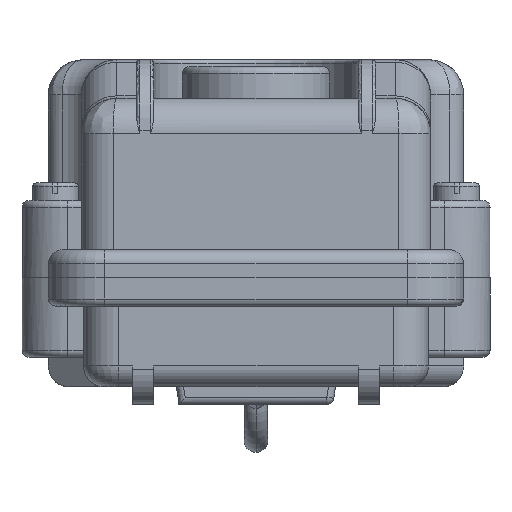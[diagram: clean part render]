
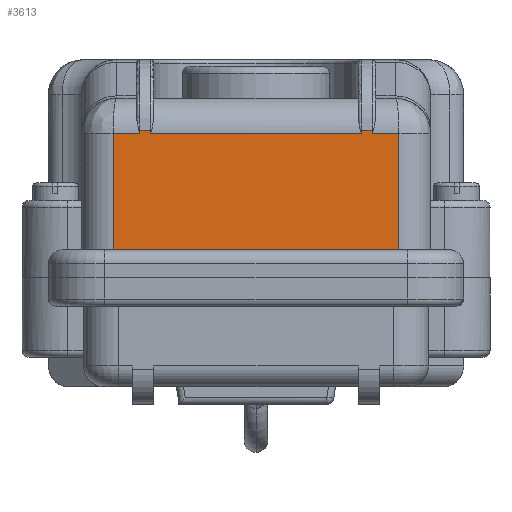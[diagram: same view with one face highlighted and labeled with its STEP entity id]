
A CAD part, front view. The second image highlights one B-rep face of the part: STEP entity #3613.
In plain terms, the highlighted planar face has unit normal (0, -1, 0).
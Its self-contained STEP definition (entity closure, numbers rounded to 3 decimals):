
#639 = DIRECTION ( 'NONE',  ( -1., 0., 0. ) ) ;
#676 = VECTOR ( 'NONE', #20010, 1000. ) ;
#681 = EDGE_CURVE ( 'NONE', #28202, #4930, #33736, .T. ) ;
#1416 = LINE ( 'NONE', #8154, #29931 ) ;
#1532 = VECTOR ( 'NONE', #22471, 1000. ) ;
#1537 = DIRECTION ( 'NONE',  ( 0., 0., 1. ) ) ;
#2002 = VECTOR ( 'NONE', #24712, 1000. ) ;
#2566 = CARTESIAN_POINT ( 'NONE',  ( -15., -232., -221.939 ) ) ;
#2713 = VECTOR ( 'NONE', #16309, 1000. ) ;
#2762 = LINE ( 'NONE', #32185, #16542 ) ;
#3147 = CARTESIAN_POINT ( 'NONE',  ( -20.3, -232., 20.5 ) ) ;
#3613 = ADVANCED_FACE ( 'NONE', ( #25899 ), #30901, .F. ) ;
#4305 = CARTESIAN_POINT ( 'NONE',  ( 16.5, -232., 21. ) ) ;
#4930 = VERTEX_POINT ( 'NONE', #27914 ) ;
#5012 = EDGE_CURVE ( 'NONE', #25574, #19066, #27157, .T. ) ;
#5222 = CARTESIAN_POINT ( 'NONE',  ( 16.5, -232., 21. ) ) ;
#5441 = CARTESIAN_POINT ( 'NONE',  ( -20.3, -232., 20.5 ) ) ;
#5668 = CARTESIAN_POINT ( 'NONE',  ( -20.3, -232., 20.5 ) ) ;
#5676 = AXIS2_PLACEMENT_3D ( 'NONE', #5978, #14283, #33687 ) ;
#5747 = LINE ( 'NONE', #35171, #19538 ) ;
#5829 = ORIENTED_EDGE ( 'NONE', *, *, #18493, .T. ) ;
#5978 = CARTESIAN_POINT ( 'NONE',  ( -20.3, -232., -221.939 ) ) ;
#6071 = ORIENTED_EDGE ( 'NONE', *, *, #21516, .F. ) ;
#6252 = VERTEX_POINT ( 'NONE', #12184 ) ;
#6722 = VERTEX_POINT ( 'NONE', #9743 ) ;
#7509 = VERTEX_POINT ( 'NONE', #16153 ) ;
#8033 = CARTESIAN_POINT ( 'NONE',  ( -16.5, -232., 20.5 ) ) ;
#8154 = CARTESIAN_POINT ( 'NONE',  ( 20.3, -232., -221.939 ) ) ;
#8238 = DIRECTION ( 'NONE',  ( -1., 0., 0. ) ) ;
#8848 = LINE ( 'NONE', #33839, #676 ) ;
#8877 = VERTEX_POINT ( 'NONE', #15441 ) ;
#9161 = ORIENTED_EDGE ( 'NONE', *, *, #9854, .T. ) ;
#9297 = EDGE_LOOP ( 'NONE', ( #19867, #25049, #28987, #6071, #29156, #32696, #5829, #17432, #9161, #10847, #23756, #28549 ) ) ;
#9325 = LINE ( 'NONE', #30165, #2002 ) ;
#9743 = CARTESIAN_POINT ( 'NONE',  ( -15., -232., 20.5 ) ) ;
#9854 = EDGE_CURVE ( 'NONE', #30359, #28202, #8848, .T. ) ;
#10261 = DIRECTION ( 'NONE',  ( 0., 0., -1. ) ) ;
#10847 = ORIENTED_EDGE ( 'NONE', *, *, #681, .T. ) ;
#11495 = CARTESIAN_POINT ( 'NONE',  ( 20.3, -232., 4. ) ) ;
#11633 = VECTOR ( 'NONE', #10261, 1000. ) ;
#11995 = VECTOR ( 'NONE', #8238, 1000. ) ;
#12184 = CARTESIAN_POINT ( 'NONE',  ( 16.5, -232., 20.5 ) ) ;
#13104 = DIRECTION ( 'NONE',  ( 0., 0., 1. ) ) ;
#13236 = VERTEX_POINT ( 'NONE', #11495 ) ;
#14283 = DIRECTION ( 'NONE',  ( 0., 1., 0. ) ) ;
#14833 = EDGE_CURVE ( 'NONE', #6252, #30359, #23231, .T. ) ;
#15441 = CARTESIAN_POINT ( 'NONE',  ( 20.3, -232., 20.5 ) ) ;
#15581 = EDGE_CURVE ( 'NONE', #13236, #8877, #1416, .T. ) ;
#15823 = VECTOR ( 'NONE', #1537, 1000. ) ;
#16153 = CARTESIAN_POINT ( 'NONE',  ( -16.5, -232., 20.5 ) ) ;
#16186 = EDGE_CURVE ( 'NONE', #6722, #25574, #33779, .T. ) ;
#16309 = DIRECTION ( 'NONE',  ( 0., 0., -1. ) ) ;
#16350 = CARTESIAN_POINT ( 'NONE',  ( -16.5, -232., 21. ) ) ;
#16435 = DIRECTION ( 'NONE',  ( 0., 0., 1. ) ) ;
#16542 = VECTOR ( 'NONE', #34974, 1000. ) ;
#16772 = VERTEX_POINT ( 'NONE', #5668 ) ;
#17432 = ORIENTED_EDGE ( 'NONE', *, *, #14833, .T. ) ;
#18493 = EDGE_CURVE ( 'NONE', #8877, #6252, #34110, .T. ) ;
#19007 = VECTOR ( 'NONE', #21864, 1000. ) ;
#19066 = VERTEX_POINT ( 'NONE', #16350 ) ;
#19538 = VECTOR ( 'NONE', #13104, 1000. ) ;
#19867 = ORIENTED_EDGE ( 'NONE', *, *, #5012, .T. ) ;
#20010 = DIRECTION ( 'NONE',  ( -1., 0., 0. ) ) ;
#20832 = EDGE_CURVE ( 'NONE', #20880, #13236, #2762, .T. ) ;
#20880 = VERTEX_POINT ( 'NONE', #24176 ) ;
#21516 = EDGE_CURVE ( 'NONE', #20880, #16772, #5747, .T. ) ;
#21864 = DIRECTION ( 'NONE',  ( 0., 0., 1. ) ) ;
#22471 = DIRECTION ( 'NONE',  ( -1., 0., 0. ) ) ;
#22662 = LINE ( 'NONE', #3147, #1532 ) ;
#23040 = LINE ( 'NONE', #8033, #2713 ) ;
#23231 = LINE ( 'NONE', #4305, #15823 ) ;
#23756 = ORIENTED_EDGE ( 'NONE', *, *, #25472, .T. ) ;
#24176 = CARTESIAN_POINT ( 'NONE',  ( -20.3, -232., 4. ) ) ;
#24712 = DIRECTION ( 'NONE',  ( -1., 0., 0. ) ) ;
#24831 = EDGE_CURVE ( 'NONE', #7509, #16772, #9325, .T. ) ;
#25049 = ORIENTED_EDGE ( 'NONE', *, *, #31726, .T. ) ;
#25472 = EDGE_CURVE ( 'NONE', #4930, #6722, #22662, .T. ) ;
#25574 = VERTEX_POINT ( 'NONE', #25624 ) ;
#25624 = CARTESIAN_POINT ( 'NONE',  ( -15., -232., 21. ) ) ;
#25899 = FACE_OUTER_BOUND ( 'NONE', #9297, .T. ) ;
#27157 = LINE ( 'NONE', #28527, #28016 ) ;
#27914 = CARTESIAN_POINT ( 'NONE',  ( 15., -232., 20.5 ) ) ;
#28016 = VECTOR ( 'NONE', #639, 1000. ) ;
#28202 = VERTEX_POINT ( 'NONE', #30446 ) ;
#28527 = CARTESIAN_POINT ( 'NONE',  ( -17., -232., 21. ) ) ;
#28549 = ORIENTED_EDGE ( 'NONE', *, *, #16186, .T. ) ;
#28987 = ORIENTED_EDGE ( 'NONE', *, *, #24831, .T. ) ;
#29156 = ORIENTED_EDGE ( 'NONE', *, *, #20832, .T. ) ;
#29931 = VECTOR ( 'NONE', #16435, 1000. ) ;
#30165 = CARTESIAN_POINT ( 'NONE',  ( -20.3, -232., 20.5 ) ) ;
#30359 = VERTEX_POINT ( 'NONE', #5222 ) ;
#30446 = CARTESIAN_POINT ( 'NONE',  ( 15., -232., 21. ) ) ;
#30901 = PLANE ( 'NONE',  #5676 ) ;
#31726 = EDGE_CURVE ( 'NONE', #19066, #7509, #23040, .T. ) ;
#32185 = CARTESIAN_POINT ( 'NONE',  ( -20.3, -232., 4. ) ) ;
#32416 = CARTESIAN_POINT ( 'NONE',  ( 15., -232., -221.939 ) ) ;
#32696 = ORIENTED_EDGE ( 'NONE', *, *, #15581, .T. ) ;
#33687 = DIRECTION ( 'NONE',  ( 0., 0., 1. ) ) ;
#33736 = LINE ( 'NONE', #32416, #11633 ) ;
#33779 = LINE ( 'NONE', #2566, #19007 ) ;
#33839 = CARTESIAN_POINT ( 'NONE',  ( 14.5, -232., 21. ) ) ;
#34110 = LINE ( 'NONE', #5441, #11995 ) ;
#34974 = DIRECTION ( 'NONE',  ( 1., 0., 0. ) ) ;
#35171 = CARTESIAN_POINT ( 'NONE',  ( -20.3, -232., -221.939 ) ) ;
